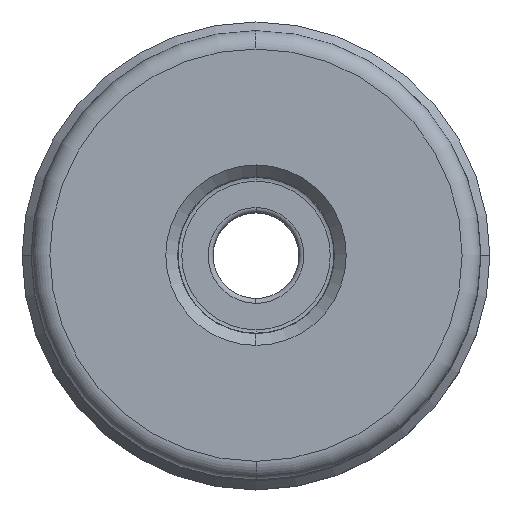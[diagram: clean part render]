
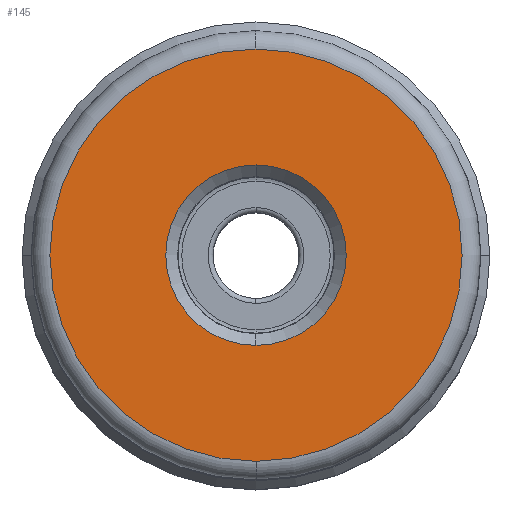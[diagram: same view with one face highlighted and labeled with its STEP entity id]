
A CAD part, top view. The second image highlights one B-rep face of the part: STEP entity #145.
In plain terms, the highlighted planar face has unit normal (0, 0, 1).
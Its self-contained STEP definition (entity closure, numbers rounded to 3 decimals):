
#57=PLANE('',#1409);
#67=FACE_BOUND('',#325,.T.);
#68=FACE_BOUND('',#326,.T.);
#145=ADVANCED_FACE('',(#67,#68),#57,.F.);
#325=EDGE_LOOP('',(#610,#611,#612,#613));
#326=EDGE_LOOP('',(#614,#615));
#610=ORIENTED_EDGE('',*,*,#1006,.T.);
#611=ORIENTED_EDGE('',*,*,#1005,.F.);
#612=ORIENTED_EDGE('',*,*,#1007,.T.);
#613=ORIENTED_EDGE('',*,*,#1008,.F.);
#614=ORIENTED_EDGE('',*,*,#1009,.F.);
#615=ORIENTED_EDGE('',*,*,#1010,.F.);
#862=VERTEX_POINT('',#2191);
#863=VERTEX_POINT('',#2193);
#864=VERTEX_POINT('',#2195);
#865=VERTEX_POINT('',#2199);
#866=VERTEX_POINT('',#2202);
#867=VERTEX_POINT('',#2203);
#1005=EDGE_CURVE('',#863,#864,#1167,.T.);
#1006=EDGE_CURVE('',#862,#864,#1168,.T.);
#1007=EDGE_CURVE('',#863,#865,#1169,.T.);
#1008=EDGE_CURVE('',#862,#865,#1170,.T.);
#1009=EDGE_CURVE('',#866,#867,#1171,.T.);
#1010=EDGE_CURVE('',#867,#866,#1172,.T.);
#1167=CIRCLE('',#1402,16.79);
#1168=CIRCLE('',#1403,16.79);
#1169=CIRCLE('',#1405,16.79);
#1170=CIRCLE('',#1406,16.79);
#1171=CIRCLE('',#1407,7.35);
#1172=CIRCLE('',#1408,7.35);
#1402=AXIS2_PLACEMENT_3D('',#2194,#1755,#1756);
#1403=AXIS2_PLACEMENT_3D('',#2196,#1757,#1758);
#1405=AXIS2_PLACEMENT_3D('',#2198,#1761,#1762);
#1406=AXIS2_PLACEMENT_3D('',#2200,#1763,#1764);
#1407=AXIS2_PLACEMENT_3D('',#2201,#1765,#1766);
#1408=AXIS2_PLACEMENT_3D('',#2204,#1767,#1768);
#1409=AXIS2_PLACEMENT_3D('',#2205,#1769,#1770);
#1755=DIRECTION('',(0.,0.,-1.));
#1756=DIRECTION('',(-0.001,-1.,0.));
#1757=DIRECTION('',(0.,0.,1.));
#1758=DIRECTION('',(-0.001,-1.,0.));
#1761=DIRECTION('',(0.,0.,1.));
#1762=DIRECTION('',(0.001,1.,0.));
#1763=DIRECTION('',(0.,0.,-1.));
#1764=DIRECTION('',(0.001,1.,0.));
#1765=DIRECTION('',(0.,0.,1.));
#1766=DIRECTION('',(0.,-1.,0.));
#1767=DIRECTION('',(0.,0.,1.));
#1768=DIRECTION('',(0.,1.,0.));
#1769=DIRECTION('',(0.,0.,-1.));
#1770=DIRECTION('',(0.,-1.,0.));
#2191=CARTESIAN_POINT('',(0.,16.79,0.));
#2193=CARTESIAN_POINT('',(0.,-16.79,0.));
#2194=CARTESIAN_POINT('',(0.,0.,0.));
#2195=CARTESIAN_POINT('',(-0.02,-16.79,0.));
#2196=CARTESIAN_POINT('',(0.,0.,0.));
#2198=CARTESIAN_POINT('',(0.,0.,0.));
#2199=CARTESIAN_POINT('',(0.02,16.79,0.));
#2200=CARTESIAN_POINT('',(0.,0.,0.));
#2201=CARTESIAN_POINT('',(0.,0.,0.));
#2202=CARTESIAN_POINT('',(0.,-7.35,0.));
#2203=CARTESIAN_POINT('',(0.,7.35,0.));
#2204=CARTESIAN_POINT('',(0.,0.,0.));
#2205=CARTESIAN_POINT('',(0.,0.,0.));
